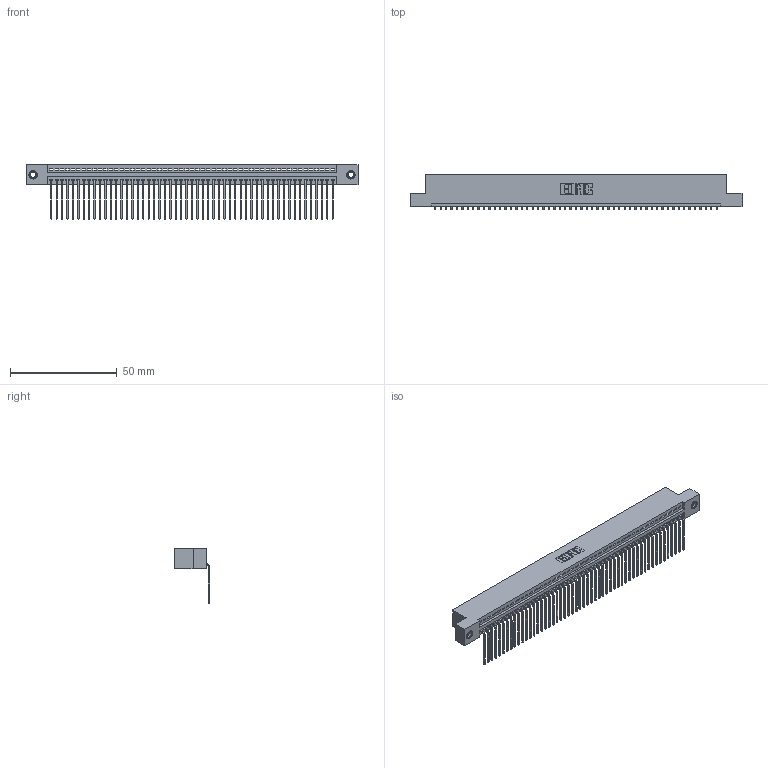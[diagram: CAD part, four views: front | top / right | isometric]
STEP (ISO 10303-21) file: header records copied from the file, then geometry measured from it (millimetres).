
FILE_DESCRIPTION (( 'STEP AP203' ), '1' );
FILE_NAME ('345-053-559-107.STEP', '2018-09-23T19:20:24', ( '' ), ( '' ), 'SwSTEP 2.0', 'SolidWorks 2016', '' );
FILE_SCHEMA (( 'CONFIG_CONTROL_DESIGN' ));
Length unit declared in the file: inch
Products named in the file (4): 345 Part_Flush Mounting Lugs - 0.156 Dia-TI; 345-292-001_558 559 Tail - 1; 345-250-001_345-250-005-103; 345-053-559-107
Assembly tree (56 placements, depth 2):
  345-053-559-107
    345 Part_Flush Mounting Lugs - 0.156 Dia-TI
    345-292-001_558 559 Tail - 1  x53
    345-250-001_345-250-005-103  x2
Bounding box: 155.83 x 16.75 x 25.53 mm (x, y, z)
Volume: 15054 mm3; surface area: 21225.1 mm2
Topology: 56 solids, 56 shells, 3366 faces, 10123 edges, 6670 vertices
Faces by surface type: plane 2338, cylinder 1012, cone 12, torus 4
Entity records: 39678 total; most frequent: CARTESIAN_POINT 6854, ORIENTED_EDGE 6834, DIRECTION 5997, EDGE_CURVE 3417, LINE 3053, VECTOR 3053, VERTEX_POINT 2272, AXIS2_PLACEMENT_3D 1472
